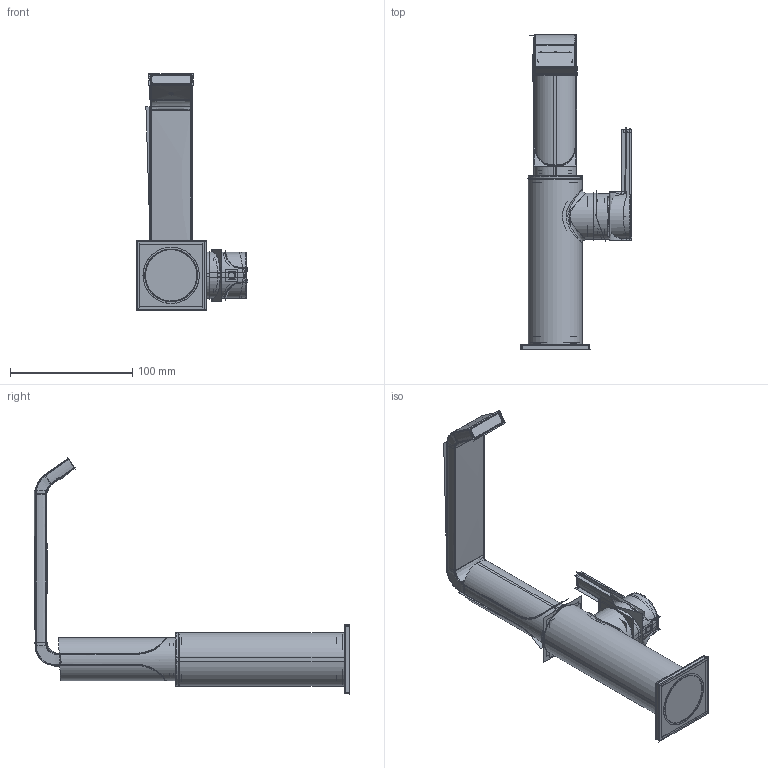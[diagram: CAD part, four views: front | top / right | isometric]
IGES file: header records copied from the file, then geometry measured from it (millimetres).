
Start section:  PTC IGES file: a42765_asm.igs
Global section: file name: a42765_asm.igs; native system: Creo Parametric by PTC Inc.; preprocessor: 2018300; author: kazem.moradi; organization: Unknown; date: 20211103.135836; units: millimetre
Bounding box: 91.29 x 257.78 x 193.36 mm (x, y, z)
Surface area: 299889.8 mm2 (no closed solid volume)
Topology: 0 solids, 0 shells, 2192 faces, 28951 edges, 37686 vertices
Faces by surface type: bspline 1258, revolution 922, extrusion 12
